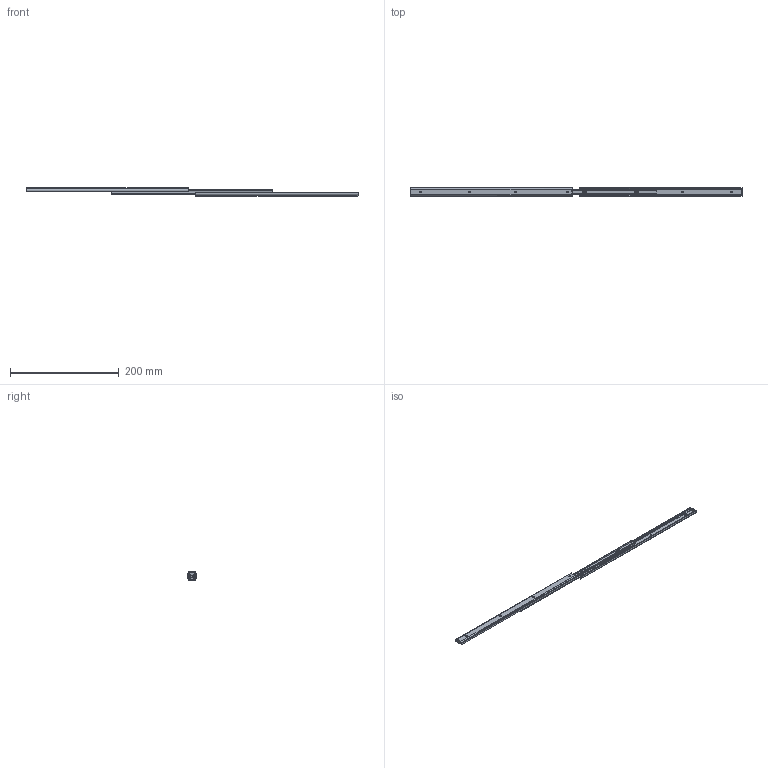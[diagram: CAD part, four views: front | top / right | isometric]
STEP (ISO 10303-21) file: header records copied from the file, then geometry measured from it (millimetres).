
FILE_DESCRIPTION (( 'STEP AP203' ), '1' );
FILE_NAME ('U1631-300.STEP', '2020-06-05T06:42:39', ( '' ), ( '' ), 'SwSTEP 2.0', 'SolidWorks 2019', '' );
FILE_SCHEMA (( 'CONFIG_CONTROL_DESIGN' ));
Length unit declared in the file: millimetre
Products named in the file (3): U1631-300 OM; U1631-300; U1631-300 IM
Assembly tree (4 placements, depth 2):
  U1631-300
    U1631-300 OM  x2
    U1631-300 IM  x2
Bounding box: 612 x 16 x 15 mm (x, y, z)
Volume: 26697.7 mm3; surface area: 50688.2 mm2
Topology: 4 solids, 4 shells, 342 faces, 990 edges, 656 vertices
Faces by surface type: cylinder 180, plane 162
Entity records: 6220 total; most frequent: CARTESIAN_POINT 1367, ORIENTED_EDGE 990, DIRECTION 911, EDGE_CURVE 495, VERTEX_POINT 328, AXIS2_PLACEMENT_3D 320, VECTOR 271, LINE 271
